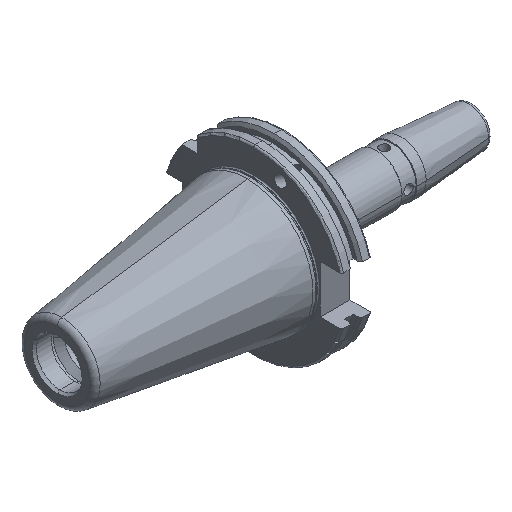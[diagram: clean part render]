
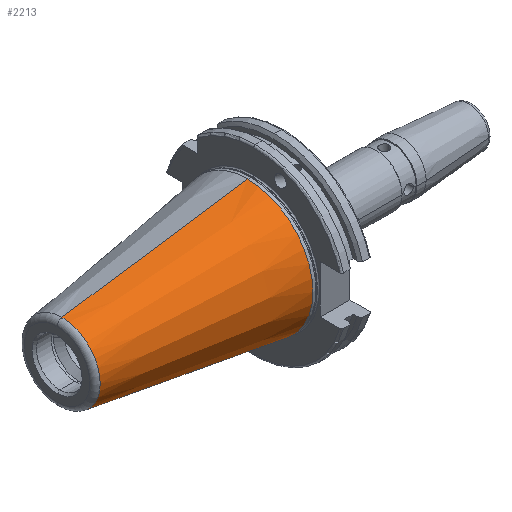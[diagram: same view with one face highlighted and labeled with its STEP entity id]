
A CAD part, isometric view. The second image highlights one B-rep face of the part: STEP entity #2213.
In plain terms, the highlighted conical face has half-angle 8.297 degrees and reference radius 34.925 mm.
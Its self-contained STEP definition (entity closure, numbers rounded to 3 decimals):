
#299 = AXIS2_PLACEMENT_3D ( 'NONE', #999, #4878, #1541 ) ;
#730 = ORIENTED_EDGE ( 'NONE', *, *, #6118, .F. ) ;
#938 = VERTEX_POINT ( 'NONE', #4222 ) ;
#999 = CARTESIAN_POINT ( 'NONE',  ( -99.183, 0., 0. ) ) ;
#1004 = DIRECTION ( 'NONE',  ( -1., 0., 0. ) ) ;
#1259 = FACE_OUTER_BOUND ( 'NONE', #6310, .T. ) ;
#1271 = EDGE_CURVE ( 'NONE', #2396, #938, #4483, .T. ) ;
#1397 = EDGE_CURVE ( 'NONE', #5541, #2396, #3255, .T. ) ;
#1404 = CONICAL_SURFACE ( 'NONE', #2941, 34.925, 0.145 ) ;
#1541 = DIRECTION ( 'NONE',  ( 0., -1., 0. ) ) ;
#1580 = CARTESIAN_POINT ( 'NONE',  ( 0., -34.925, 0. ) ) ;
#2133 = DIRECTION ( 'NONE',  ( 0.99, -0.144, 0. ) ) ;
#2213 = ADVANCED_FACE ( 'NONE', ( #1259 ), #1404, .T. ) ;
#2303 = VECTOR ( 'NONE', #2133, 1000. ) ;
#2396 = VERTEX_POINT ( 'NONE', #5988 ) ;
#2446 = CIRCLE ( 'NONE', #299, 20.461 ) ;
#2745 = CARTESIAN_POINT ( 'NONE',  ( 0., 0., 0. ) ) ;
#2788 = DIRECTION ( 'NONE',  ( 0.99, 0.144, 0. ) ) ;
#2941 = AXIS2_PLACEMENT_3D ( 'NONE', #2745, #4440, #3873 ) ;
#3255 = LINE ( 'NONE', #6087, #6187 ) ;
#3794 = CARTESIAN_POINT ( 'NONE',  ( -99.183, 20.461, 0. ) ) ;
#3826 = ORIENTED_EDGE ( 'NONE', *, *, #1397, .T. ) ;
#3873 = DIRECTION ( 'NONE',  ( 0., 1., 0. ) ) ;
#4222 = CARTESIAN_POINT ( 'NONE',  ( 0., -34.925, 0. ) ) ;
#4319 = CARTESIAN_POINT ( 'NONE',  ( 0., 0., 0. ) ) ;
#4440 = DIRECTION ( 'NONE',  ( 1., 0., 0. ) ) ;
#4483 = CIRCLE ( 'NONE', #4620, 34.925 ) ;
#4544 = CARTESIAN_POINT ( 'NONE',  ( -99.183, -20.461, 0. ) ) ;
#4620 = AXIS2_PLACEMENT_3D ( 'NONE', #4319, #1004, #4886 ) ;
#4878 = DIRECTION ( 'NONE',  ( -1., 0., 0. ) ) ;
#4886 = DIRECTION ( 'NONE',  ( 0., -1., 0. ) ) ;
#5221 = ORIENTED_EDGE ( 'NONE', *, *, #6359, .F. ) ;
#5541 = VERTEX_POINT ( 'NONE', #3794 ) ;
#5988 = CARTESIAN_POINT ( 'NONE',  ( 0., 34.925, 0. ) ) ;
#6087 = CARTESIAN_POINT ( 'NONE',  ( 0., 34.925, 0. ) ) ;
#6118 = EDGE_CURVE ( 'NONE', #6648, #938, #6714, .T. ) ;
#6187 = VECTOR ( 'NONE', #2788, 1000. ) ;
#6310 = EDGE_LOOP ( 'NONE', ( #730, #5221, #3826, #6606 ) ) ;
#6359 = EDGE_CURVE ( 'NONE', #5541, #6648, #2446, .T. ) ;
#6606 = ORIENTED_EDGE ( 'NONE', *, *, #1271, .T. ) ;
#6648 = VERTEX_POINT ( 'NONE', #4544 ) ;
#6714 = LINE ( 'NONE', #1580, #2303 ) ;
